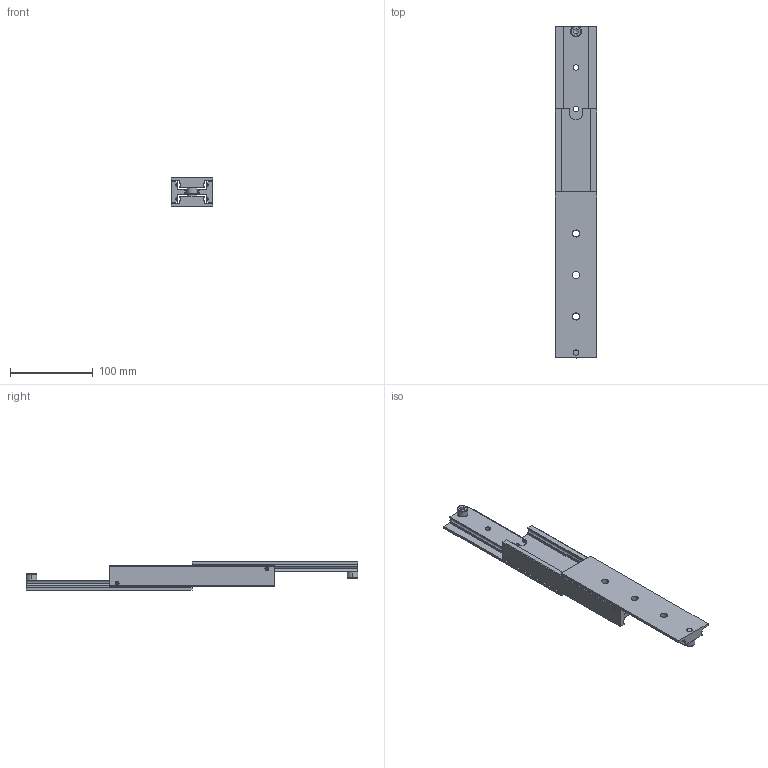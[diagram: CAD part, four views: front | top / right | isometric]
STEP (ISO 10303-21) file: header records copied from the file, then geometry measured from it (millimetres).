
FILE_DESCRIPTION((''),'2;1');
FILE_NAME('KDTS-50-200.stp','2022-06-06T14:44:54',(''),(''),'Mechanical Desktop 2006','Mechanical Desktop 2006',', , ');
FILE_SCHEMA(('CONFIG_CONTROL_DESIGN'));
Length unit declared in the file: millimetre
Products named in the file (4): KDTS-50A; INNER BEAM; F OUTER BEAM; OUTER BEAM
Assembly tree (3 placements, depth 2):
  KDTS-50A
    INNER BEAM
    F OUTER BEAM
    OUTER BEAM
Bounding box: 50 x 400 x 34 mm (x, y, z)
Volume: 261531 mm3; surface area: 93879.9 mm2
Topology: 3 solids, 41 shells, 570 faces, 1438 edges, 853 vertices
Faces by surface type: cylinder 182, torus 168, cone 112, plane 104, bspline 4
Entity records: 18055 total; most frequent: CARTESIAN_POINT 3971, DIRECTION 3190, ORIENTED_EDGE 2848, EDGE_CURVE 1424, AXIS2_PLACEMENT_3D 1348, VERTEX_POINT 853, CIRCLE 770, EDGE_LOOP 597
